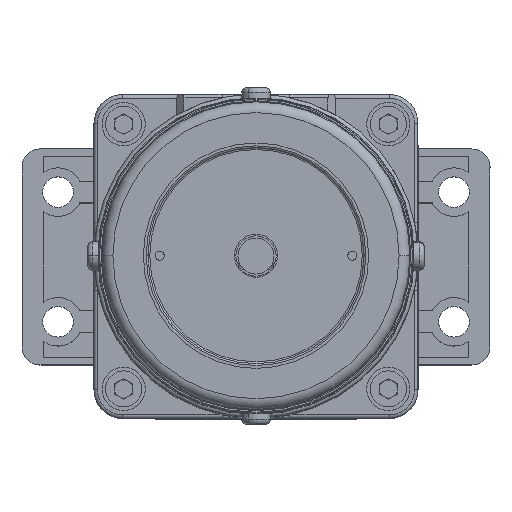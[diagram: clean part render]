
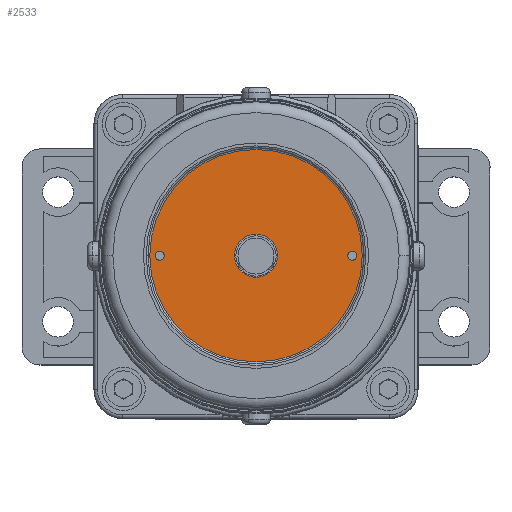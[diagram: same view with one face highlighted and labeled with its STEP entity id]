
A CAD part, top view. The second image highlights one B-rep face of the part: STEP entity #2533.
In plain terms, the highlighted planar face has unit normal (0, 0, 1).
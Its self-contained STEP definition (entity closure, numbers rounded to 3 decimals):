
#4 = DIRECTION ( 'NONE',  ( 1., 0., 0. ) ) ;
#271 = ORIENTED_EDGE ( 'NONE', *, *, #7669, .T. ) ;
#292 = CARTESIAN_POINT ( 'NONE',  ( -9.168, 15.661, 97.4 ) ) ;
#537 = DIRECTION ( 'NONE',  ( 0., 0., -1. ) ) ;
#1169 = AXIS2_PLACEMENT_3D ( 'NONE', #4900, #9497, #14076 ) ;
#1213 = ORIENTED_EDGE ( 'NONE', *, *, #2199, .T. ) ;
#1248 = CARTESIAN_POINT ( 'NONE',  ( -7.918, 15.661, 97.4 ) ) ;
#1678 = DIRECTION ( 'NONE',  ( 1., 0., 0. ) ) ;
#2111 = DIRECTION ( 'NONE',  ( -1., 0., 0. ) ) ;
#2199 = EDGE_CURVE ( 'NONE', #14850, #7111, #2801, .T. ) ;
#2363 = CIRCLE ( 'NONE', #10833, 1.25 ) ;
#2533 = ADVANCED_FACE ( 'NONE', ( #14704, #4386, #8996, #13565 ), #3237, .F. ) ;
#2542 = DIRECTION ( 'NONE',  ( -1., 0., 0. ) ) ;
#2752 = AXIS2_PLACEMENT_3D ( 'NONE', #13469, #3139, #7755 ) ;
#2801 = CIRCLE ( 'NONE', #11255, 29.5 ) ;
#2875 = EDGE_CURVE ( 'NONE', #3414, #12001, #5024, .T. ) ;
#3139 = DIRECTION ( 'NONE',  ( 0., 0., -1. ) ) ;
#3237 = PLANE ( 'NONE',  #14607 ) ;
#3313 = ORIENTED_EDGE ( 'NONE', *, *, #3936, .T. ) ;
#3414 = VERTEX_POINT ( 'NONE', #14115 ) ;
#3579 = EDGE_CURVE ( 'NONE', #7111, #14850, #10343, .T. ) ;
#3616 = EDGE_CURVE ( 'NONE', #8180, #8406, #12244, .T. ) ;
#3742 = CARTESIAN_POINT ( 'NONE',  ( -40.668, 15.661, 97.4 ) ) ;
#3818 = AXIS2_PLACEMENT_3D ( 'NONE', #7397, #11998, #1678 ) ;
#3936 = EDGE_CURVE ( 'NONE', #11509, #8478, #12481, .T. ) ;
#4241 = ORIENTED_EDGE ( 'NONE', *, *, #5543, .T. ) ;
#4386 = FACE_BOUND ( 'NONE', #5033, .T. ) ;
#4416 = ORIENTED_EDGE ( 'NONE', *, *, #11985, .F. ) ;
#4900 = CARTESIAN_POINT ( 'NONE',  ( -34.668, 15.661, 97.4 ) ) ;
#4950 = EDGE_LOOP ( 'NONE', ( #12288, #1213 ) ) ;
#5024 = CIRCLE ( 'NONE', #6925, 6. ) ;
#5033 = EDGE_LOOP ( 'NONE', ( #9653, #271 ) ) ;
#5159 = DIRECTION ( 'NONE',  ( -1., 0., 0. ) ) ;
#5543 = EDGE_CURVE ( 'NONE', #8478, #11509, #9269, .T. ) ;
#5568 = CARTESIAN_POINT ( 'NONE',  ( -34.668, 15.661, 97.4 ) ) ;
#5764 = AXIS2_PLACEMENT_3D ( 'NONE', #10901, #537, #5159 ) ;
#5771 = CARTESIAN_POINT ( 'NONE',  ( -34.668, 15.661, 97.4 ) ) ;
#5873 = DIRECTION ( 'NONE',  ( 0., 0., -1. ) ) ;
#6014 = AXIS2_PLACEMENT_3D ( 'NONE', #8298, #12875, #2542 ) ;
#6199 = CARTESIAN_POINT ( 'NONE',  ( -62.668, 15.661, 97.4 ) ) ;
#6925 = AXIS2_PLACEMENT_3D ( 'NONE', #5568, #10171, #14742 ) ;
#7111 = VERTEX_POINT ( 'NONE', #9753 ) ;
#7205 = EDGE_LOOP ( 'NONE', ( #14008, #4416 ) ) ;
#7397 = CARTESIAN_POINT ( 'NONE',  ( -34.668, 15.661, 97.4 ) ) ;
#7669 = EDGE_CURVE ( 'NONE', #8406, #8180, #2363, .T. ) ;
#7755 = DIRECTION ( 'NONE',  ( -1., 0., 0. ) ) ;
#7848 = CARTESIAN_POINT ( 'NONE',  ( -64.168, 15.661, 97.4 ) ) ;
#8180 = VERTEX_POINT ( 'NONE', #9544 ) ;
#8298 = CARTESIAN_POINT ( 'NONE',  ( -61.418, 15.661, 97.4 ) ) ;
#8406 = VERTEX_POINT ( 'NONE', #292 ) ;
#8478 = VERTEX_POINT ( 'NONE', #6199 ) ;
#8996 = FACE_BOUND ( 'NONE', #7205, .T. ) ;
#9269 = CIRCLE ( 'NONE', #2752, 1.25 ) ;
#9497 = DIRECTION ( 'NONE',  ( 0., 0., 1. ) ) ;
#9544 = CARTESIAN_POINT ( 'NONE',  ( -6.668, 15.661, 97.4 ) ) ;
#9653 = ORIENTED_EDGE ( 'NONE', *, *, #3616, .T. ) ;
#9753 = CARTESIAN_POINT ( 'NONE',  ( -5.168, 15.661, 97.4 ) ) ;
#10171 = DIRECTION ( 'NONE',  ( 0., 0., 1. ) ) ;
#10343 = CIRCLE ( 'NONE', #3818, 29.5 ) ;
#10377 = DIRECTION ( 'NONE',  ( 0., 0., 1. ) ) ;
#10471 = DIRECTION ( 'NONE',  ( -1., 0., 0. ) ) ;
#10833 = AXIS2_PLACEMENT_3D ( 'NONE', #1248, #5873, #10471 ) ;
#10901 = CARTESIAN_POINT ( 'NONE',  ( -7.918, 15.661, 97.4 ) ) ;
#11255 = AXIS2_PLACEMENT_3D ( 'NONE', #5771, #10377, #4 ) ;
#11509 = VERTEX_POINT ( 'NONE', #14581 ) ;
#11985 = EDGE_CURVE ( 'NONE', #12001, #3414, #14190, .T. ) ;
#11998 = DIRECTION ( 'NONE',  ( 0., 0., 1. ) ) ;
#12001 = VERTEX_POINT ( 'NONE', #3742 ) ;
#12244 = CIRCLE ( 'NONE', #5764, 1.25 ) ;
#12288 = ORIENTED_EDGE ( 'NONE', *, *, #3579, .T. ) ;
#12434 = DIRECTION ( 'NONE',  ( 0., 0., -1. ) ) ;
#12481 = CIRCLE ( 'NONE', #6014, 1.25 ) ;
#12672 = CARTESIAN_POINT ( 'NONE',  ( -64.168, 15.661, 97.4 ) ) ;
#12875 = DIRECTION ( 'NONE',  ( 0., 0., -1. ) ) ;
#13444 = EDGE_LOOP ( 'NONE', ( #3313, #4241 ) ) ;
#13469 = CARTESIAN_POINT ( 'NONE',  ( -61.418, 15.661, 97.4 ) ) ;
#13565 = FACE_OUTER_BOUND ( 'NONE', #4950, .T. ) ;
#14008 = ORIENTED_EDGE ( 'NONE', *, *, #2875, .F. ) ;
#14076 = DIRECTION ( 'NONE',  ( 1., 0., 0. ) ) ;
#14115 = CARTESIAN_POINT ( 'NONE',  ( -28.668, 15.661, 97.4 ) ) ;
#14190 = CIRCLE ( 'NONE', #1169, 6. ) ;
#14581 = CARTESIAN_POINT ( 'NONE',  ( -60.168, 15.661, 97.4 ) ) ;
#14607 = AXIS2_PLACEMENT_3D ( 'NONE', #7848, #12434, #2111 ) ;
#14704 = FACE_BOUND ( 'NONE', #13444, .T. ) ;
#14742 = DIRECTION ( 'NONE',  ( 1., 0., 0. ) ) ;
#14850 = VERTEX_POINT ( 'NONE', #12672 ) ;
